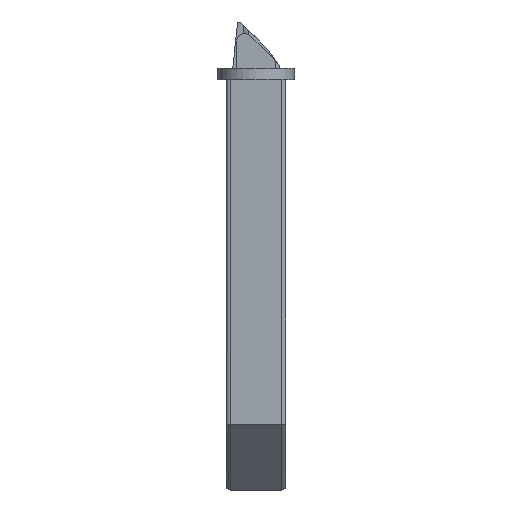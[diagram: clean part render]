
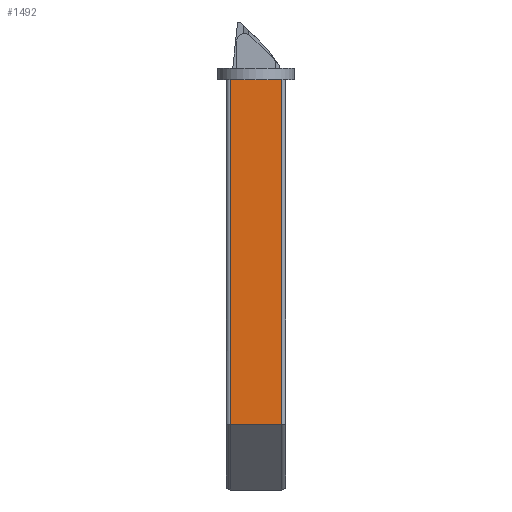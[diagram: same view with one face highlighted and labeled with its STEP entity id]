
A CAD part, front view. The second image highlights one B-rep face of the part: STEP entity #1492.
In plain terms, the highlighted planar face has unit normal (0, -1, 0).
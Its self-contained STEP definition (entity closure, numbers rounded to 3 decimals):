
#145 = CARTESIAN_POINT ( 'NONE',  ( 6.75, -108., -13. ) ) ;
#629 = VERTEX_POINT ( 'NONE', #6642 ) ;
#686 = CARTESIAN_POINT ( 'NONE',  ( 7.75, -108., -13. ) ) ;
#745 = VERTEX_POINT ( 'NONE', #1838 ) ;
#879 = LINE ( 'NONE', #2500, #2453 ) ;
#1492 = ADVANCED_FACE ( 'NONE', ( #2895 ), #3352, .F. ) ;
#1515 = VERTEX_POINT ( 'NONE', #4467 ) ;
#1838 = CARTESIAN_POINT ( 'NONE',  ( 6.75, -108., 77. ) ) ;
#1916 = DIRECTION ( 'NONE',  ( -1., 0., 0. ) ) ;
#2453 = VECTOR ( 'NONE', #4622, 1000. ) ;
#2470 = CARTESIAN_POINT ( 'NONE',  ( -6.75, -108., -13. ) ) ;
#2500 = CARTESIAN_POINT ( 'NONE',  ( 7.75, -108., 77. ) ) ;
#2666 = VECTOR ( 'NONE', #4598, 1000. ) ;
#2895 = FACE_OUTER_BOUND ( 'NONE', #4620, .T. ) ;
#2929 = AXIS2_PLACEMENT_3D ( 'NONE', #686, #6042, #4947 ) ;
#3214 = EDGE_CURVE ( 'NONE', #1515, #629, #5624, .T. ) ;
#3352 = PLANE ( 'NONE',  #2929 ) ;
#3683 = VECTOR ( 'NONE', #4906, 1000. ) ;
#3702 = VERTEX_POINT ( 'NONE', #4563 ) ;
#3756 = EDGE_CURVE ( 'NONE', #3702, #629, #5647, .T. ) ;
#4467 = CARTESIAN_POINT ( 'NONE',  ( 6.75, -108., -13. ) ) ;
#4563 = CARTESIAN_POINT ( 'NONE',  ( -6.75, -108., 77. ) ) ;
#4598 = DIRECTION ( 'NONE',  ( 0., 0., -1. ) ) ;
#4620 = EDGE_LOOP ( 'NONE', ( #6562, #4828, #5406, #6849 ) ) ;
#4622 = DIRECTION ( 'NONE',  ( -1., 0., 0. ) ) ;
#4638 = VECTOR ( 'NONE', #1916, 1000. ) ;
#4828 = ORIENTED_EDGE ( 'NONE', *, *, #3756, .T. ) ;
#4906 = DIRECTION ( 'NONE',  ( 0., 0., 1. ) ) ;
#4937 = LINE ( 'NONE', #145, #3683 ) ;
#4947 = DIRECTION ( 'NONE',  ( 0., 0., 1. ) ) ;
#5309 = EDGE_CURVE ( 'NONE', #1515, #745, #4937, .T. ) ;
#5406 = ORIENTED_EDGE ( 'NONE', *, *, #3214, .F. ) ;
#5470 = EDGE_CURVE ( 'NONE', #745, #3702, #879, .T. ) ;
#5624 = LINE ( 'NONE', #6722, #4638 ) ;
#5647 = LINE ( 'NONE', #2470, #2666 ) ;
#6042 = DIRECTION ( 'NONE',  ( 0., 1., 0. ) ) ;
#6562 = ORIENTED_EDGE ( 'NONE', *, *, #5470, .T. ) ;
#6642 = CARTESIAN_POINT ( 'NONE',  ( -6.75, -108., -13. ) ) ;
#6722 = CARTESIAN_POINT ( 'NONE',  ( 7.75, -108., -13. ) ) ;
#6849 = ORIENTED_EDGE ( 'NONE', *, *, #5309, .T. ) ;
